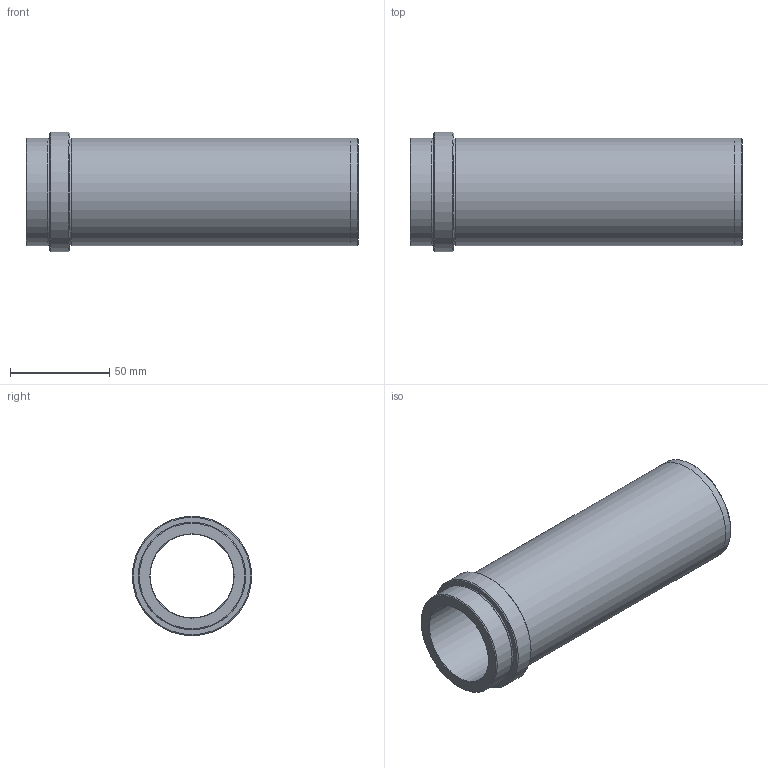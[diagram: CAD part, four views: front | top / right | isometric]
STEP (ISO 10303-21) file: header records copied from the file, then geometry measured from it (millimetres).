
FILE_DESCRIPTION( ( 'Unknown' ), '1' );
FILE_NAME( 'CV2S_42x155.stp', 'Unknown', ( 'Unknown' ), ( 'Unknown' ), 'XStep 1.0', 'Unknown', ' ' );
FILE_SCHEMA( ( 'CONFIG_CONTROL_DESIGN' ) );
Length unit declared in the file: millimetre
Products named in the file (1): 1
Bounding box: 167 x 60 x 60 mm (x, y, z)
Volume: 156244.4 mm3; surface area: 53383.9 mm2
Topology: 1 solids, 1 shells, 20 faces, 38 edges, 24 vertices
Faces by surface type: plane 6, cylinder 6, cone 6, torus 2
Full cylindrical faces by diameter (mm): 41.999 x1, 42 x1, 53.999 x2, 54 x1, 60 x1
Entity records: 453 total; most frequent: DIRECTION 82, CARTESIAN_POINT 61, AXIS2_PLACEMENT_3D 41, EDGE_LOOP 40, ORIENTED_EDGE 40, FACE_OUTER_BOUND 28, ADVANCED_FACE 20, EDGE_CURVE 20
